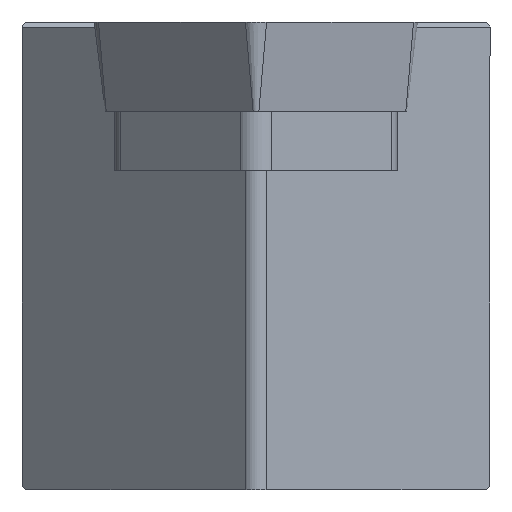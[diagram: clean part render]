
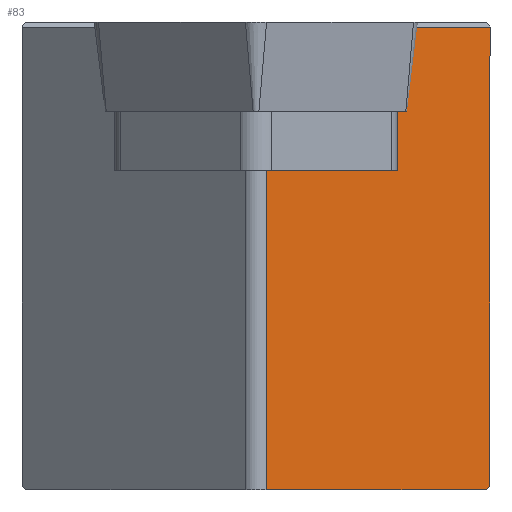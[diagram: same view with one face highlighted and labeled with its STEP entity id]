
A CAD part, left-side view. The second image highlights one B-rep face of the part: STEP entity #83.
In plain terms, the highlighted planar face has unit normal (-0.707, -0.707, 0).
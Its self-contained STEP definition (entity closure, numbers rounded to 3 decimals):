
#49=PLANE('',#754);
#83=ADVANCED_FACE('',(#128),#49,.F.);
#128=FACE_OUTER_BOUND('',#169,.T.);
#169=EDGE_LOOP('',(#385,#386,#387,#388,#389,#390,#391,#392,#393));
#209=LINE('',#1014,#292);
#212=LINE('',#1021,#295);
#217=LINE('',#1031,#300);
#218=LINE('',#1034,#301);
#219=LINE('',#1036,#302);
#220=LINE('',#1037,#303);
#221=LINE('',#1039,#304);
#222=LINE('',#1041,#305);
#223=LINE('',#1042,#306);
#292=VECTOR('',#814,1.);
#295=VECTOR('',#819,1.);
#300=VECTOR('',#826,1.);
#301=VECTOR('',#827,1.);
#302=VECTOR('',#828,1.);
#303=VECTOR('',#829,1.);
#304=VECTOR('',#830,1.);
#305=VECTOR('',#831,1.);
#306=VECTOR('',#832,1.);
#385=ORIENTED_EDGE('',*,*,#645,.F.);
#386=ORIENTED_EDGE('',*,*,#646,.T.);
#387=ORIENTED_EDGE('',*,*,#647,.F.);
#388=ORIENTED_EDGE('',*,*,#637,.T.);
#389=ORIENTED_EDGE('',*,*,#648,.F.);
#390=ORIENTED_EDGE('',*,*,#649,.F.);
#391=ORIENTED_EDGE('',*,*,#650,.F.);
#392=ORIENTED_EDGE('',*,*,#640,.F.);
#393=ORIENTED_EDGE('',*,*,#651,.F.);
#573=VERTEX_POINT('',#1009);
#575=VERTEX_POINT('',#1013);
#578=VERTEX_POINT('',#1020);
#579=VERTEX_POINT('',#1022);
#583=VERTEX_POINT('',#1032);
#584=VERTEX_POINT('',#1033);
#585=VERTEX_POINT('',#1035);
#586=VERTEX_POINT('',#1038);
#587=VERTEX_POINT('',#1040);
#637=EDGE_CURVE('',#573,#575,#209,.T.);
#640=EDGE_CURVE('',#578,#579,#212,.T.);
#645=EDGE_CURVE('',#583,#584,#217,.T.);
#646=EDGE_CURVE('',#583,#585,#218,.T.);
#647=EDGE_CURVE('',#573,#585,#219,.T.);
#648=EDGE_CURVE('',#586,#575,#220,.T.);
#649=EDGE_CURVE('',#587,#586,#221,.T.);
#650=EDGE_CURVE('',#579,#587,#222,.T.);
#651=EDGE_CURVE('',#584,#578,#223,.T.);
#754=AXIS2_PLACEMENT_3D('',#1043,#833,#834);
#814=DIRECTION('',(0.,0.,-1.));
#819=DIRECTION('',(0.707,-0.707,0.));
#826=DIRECTION('',(0.707,-0.707,0.));
#827=DIRECTION('',(0.,0.,-1.));
#828=DIRECTION('',(0.707,-0.707,0.));
#829=DIRECTION('',(-0.707,0.707,0.));
#830=DIRECTION('',(-0.577,0.577,-0.577));
#831=DIRECTION('',(0.,0.,-1.));
#832=DIRECTION('',(0.086,-0.086,0.993));
#833=DIRECTION('',(0.707,0.707,0.));
#834=DIRECTION('',(-0.707,0.707,0.));
#1009=CARTESIAN_POINT('',(1.836,11.934,-7.94));
#1013=CARTESIAN_POINT('',(1.836,11.934,-25.));
#1014=CARTESIAN_POINT('',(1.836,11.934,-48.5));
#1020=CARTESIAN_POINT('',(9.424,4.347,-0.3));
#1021=CARTESIAN_POINT('',(13.771,0.,-0.3));
#1022=CARTESIAN_POINT('',(13.771,0.,-0.3));
#1031=CARTESIAN_POINT('',(13.771,0.,-4.76));
#1032=CARTESIAN_POINT('',(8.811,4.96,-4.76));
#1033=CARTESIAN_POINT('',(9.037,4.734,-4.76));
#1034=CARTESIAN_POINT('',(8.811,4.96,-4.76));
#1035=CARTESIAN_POINT('',(8.811,4.96,-7.94));
#1036=CARTESIAN_POINT('',(13.771,0.,-7.94));
#1037=CARTESIAN_POINT('',(13.771,0.,-25.));
#1038=CARTESIAN_POINT('',(13.571,0.2,-25.));
#1039=CARTESIAN_POINT('',(5.871,7.9,-32.7));
#1040=CARTESIAN_POINT('',(13.771,0.,-24.8));
#1041=CARTESIAN_POINT('',(13.771,0.,-48.5));
#1042=CARTESIAN_POINT('',(5.366,8.405,-47.041));
#1043=CARTESIAN_POINT('',(13.771,0.,-48.5));
